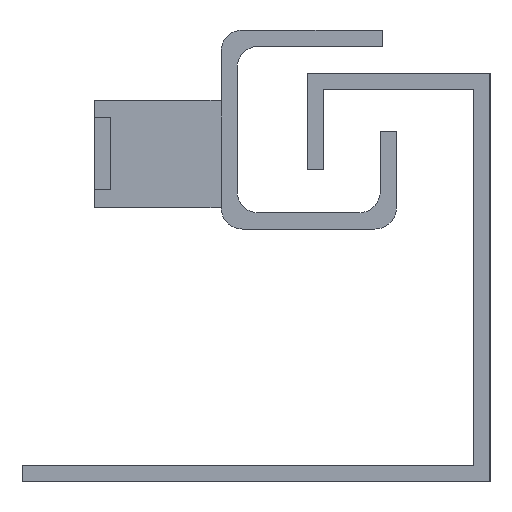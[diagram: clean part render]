
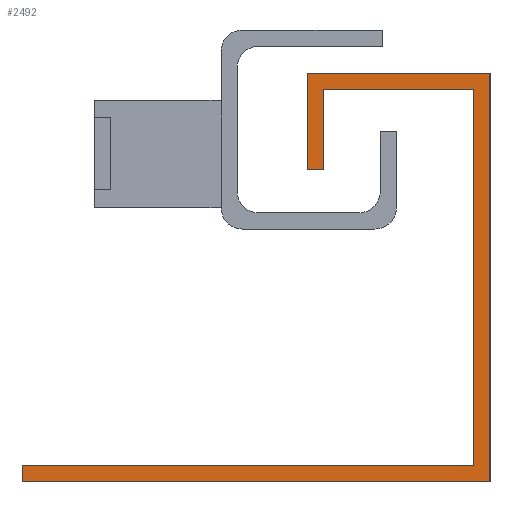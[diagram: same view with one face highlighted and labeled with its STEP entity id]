
A CAD part, left-side view. The second image highlights one B-rep face of the part: STEP entity #2492.
In plain terms, the highlighted planar face has unit normal (-1, 0, 0).
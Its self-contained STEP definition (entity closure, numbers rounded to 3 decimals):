
#15 = CARTESIAN_POINT ( 'NONE',  ( 0., 1.5, 1.5 ) ) ;
#216 = EDGE_CURVE ( 'NONE', #4566, #2369, #1968, .T. ) ;
#255 = ORIENTED_EDGE ( 'NONE', *, *, #4822, .F. ) ;
#326 = DIRECTION ( 'NONE',  ( 0., 0., -1. ) ) ;
#419 = VECTOR ( 'NONE', #1162, 1000. ) ;
#480 = ORIENTED_EDGE ( 'NONE', *, *, #3680, .F. ) ;
#525 = DIRECTION ( 'NONE',  ( 0., -1., 0. ) ) ;
#544 = ORIENTED_EDGE ( 'NONE', *, *, #5701, .F. ) ;
#675 = DIRECTION ( 'NONE',  ( 0., 1., 0. ) ) ;
#860 = ORIENTED_EDGE ( 'NONE', *, *, #2803, .F. ) ;
#920 = VERTEX_POINT ( 'NONE', #5910 ) ;
#1039 = LINE ( 'NONE', #1657, #419 ) ;
#1093 = CARTESIAN_POINT ( 'NONE',  ( 0., 17., 38. ) ) ;
#1162 = DIRECTION ( 'NONE',  ( 0., 0., 1. ) ) ;
#1233 = CARTESIAN_POINT ( 'NONE',  ( 0., 15.5, 36.5 ) ) ;
#1270 = ORIENTED_EDGE ( 'NONE', *, *, #1276, .F. ) ;
#1276 = EDGE_CURVE ( 'NONE', #2642, #3746, #1701, .T. ) ;
#1295 = PLANE ( 'NONE',  #1512 ) ;
#1323 = EDGE_LOOP ( 'NONE', ( #255, #5003, #1270, #1765, #544, #4463, #3679, #860, #4021, #480 ) ) ;
#1339 = VERTEX_POINT ( 'NONE', #5278 ) ;
#1342 = DIRECTION ( 'NONE',  ( 0., 1., 0. ) ) ;
#1381 = CARTESIAN_POINT ( 'NONE',  ( 0., 43.5, 0. ) ) ;
#1512 = AXIS2_PLACEMENT_3D ( 'NONE', #2196, #3131, #5071 ) ;
#1538 = LINE ( 'NONE', #2010, #3273 ) ;
#1567 = DIRECTION ( 'NONE',  ( 0., 0., 1. ) ) ;
#1657 = CARTESIAN_POINT ( 'NONE',  ( 0., 43.5, 0. ) ) ;
#1701 = LINE ( 'NONE', #1831, #2608 ) ;
#1726 = CARTESIAN_POINT ( 'NONE',  ( 0., 0., 38. ) ) ;
#1765 = ORIENTED_EDGE ( 'NONE', *, *, #4525, .F. ) ;
#1831 = CARTESIAN_POINT ( 'NONE',  ( 0., 15.5, 29. ) ) ;
#1889 = VECTOR ( 'NONE', #1342, 1000. ) ;
#1897 = VECTOR ( 'NONE', #5657, 1000. ) ;
#1929 = CARTESIAN_POINT ( 'NONE',  ( 0., 17., 29. ) ) ;
#1968 = LINE ( 'NONE', #15, #1897 ) ;
#2010 = CARTESIAN_POINT ( 'NONE',  ( 0., 17., 29. ) ) ;
#2031 = VERTEX_POINT ( 'NONE', #1093 ) ;
#2059 = VECTOR ( 'NONE', #675, 1000. ) ;
#2076 = CARTESIAN_POINT ( 'NONE',  ( 0., 0., 0. ) ) ;
#2196 = CARTESIAN_POINT ( 'NONE',  ( 0., 0., 0. ) ) ;
#2330 = LINE ( 'NONE', #4237, #1889 ) ;
#2331 = CARTESIAN_POINT ( 'NONE',  ( 0., 15.5, 36.5 ) ) ;
#2369 = VERTEX_POINT ( 'NONE', #3822 ) ;
#2492 = ADVANCED_FACE ( 'NONE', ( #4194 ), #1295, .F. ) ;
#2510 = LINE ( 'NONE', #4418, #2059 ) ;
#2608 = VECTOR ( 'NONE', #3738, 1000. ) ;
#2642 = VERTEX_POINT ( 'NONE', #3868 ) ;
#2704 = VERTEX_POINT ( 'NONE', #1381 ) ;
#2803 = EDGE_CURVE ( 'NONE', #2704, #1339, #1039, .T. ) ;
#3130 = DIRECTION ( 'NONE',  ( 0., 0., -1. ) ) ;
#3131 = DIRECTION ( 'NONE',  ( 1., 0., 0. ) ) ;
#3242 = DIRECTION ( 'NONE',  ( 0., -1., 0. ) ) ;
#3273 = VECTOR ( 'NONE', #1567, 1000. ) ;
#3456 = CARTESIAN_POINT ( 'NONE',  ( 0., 1.5, 1.5 ) ) ;
#3679 = ORIENTED_EDGE ( 'NONE', *, *, #5849, .F. ) ;
#3680 = EDGE_CURVE ( 'NONE', #920, #5945, #5062, .T. ) ;
#3738 = DIRECTION ( 'NONE',  ( 0., 1., 0. ) ) ;
#3746 = VERTEX_POINT ( 'NONE', #1929 ) ;
#3794 = LINE ( 'NONE', #4789, #4195 ) ;
#3822 = CARTESIAN_POINT ( 'NONE',  ( 0., 1.5, 36.5 ) ) ;
#3868 = CARTESIAN_POINT ( 'NONE',  ( 0., 15.5, 29. ) ) ;
#4021 = ORIENTED_EDGE ( 'NONE', *, *, #4358, .F. ) ;
#4125 = CARTESIAN_POINT ( 'NONE',  ( 0., 17., 38. ) ) ;
#4194 = FACE_OUTER_BOUND ( 'NONE', #1323, .T. ) ;
#4195 = VECTOR ( 'NONE', #525, 1000. ) ;
#4237 = CARTESIAN_POINT ( 'NONE',  ( 0., 1.5, 36.5 ) ) ;
#4250 = EDGE_CURVE ( 'NONE', #3746, #2031, #1538, .T. ) ;
#4358 = EDGE_CURVE ( 'NONE', #5945, #2704, #2510, .T. ) ;
#4418 = CARTESIAN_POINT ( 'NONE',  ( 0., 0., 0. ) ) ;
#4463 = ORIENTED_EDGE ( 'NONE', *, *, #216, .F. ) ;
#4525 = EDGE_CURVE ( 'NONE', #4823, #2642, #5998, .T. ) ;
#4566 = VERTEX_POINT ( 'NONE', #3456 ) ;
#4756 = VECTOR ( 'NONE', #326, 1000. ) ;
#4789 = CARTESIAN_POINT ( 'NONE',  ( 0., 43.5, 1.5 ) ) ;
#4822 = EDGE_CURVE ( 'NONE', #2031, #920, #5980, .T. ) ;
#4823 = VERTEX_POINT ( 'NONE', #2331 ) ;
#5003 = ORIENTED_EDGE ( 'NONE', *, *, #4250, .F. ) ;
#5062 = LINE ( 'NONE', #1726, #4756 ) ;
#5071 = DIRECTION ( 'NONE',  ( 0., 0., -1. ) ) ;
#5278 = CARTESIAN_POINT ( 'NONE',  ( 0., 43.5, 1.5 ) ) ;
#5552 = VECTOR ( 'NONE', #3130, 1000. ) ;
#5657 = DIRECTION ( 'NONE',  ( 0., 0., 1. ) ) ;
#5701 = EDGE_CURVE ( 'NONE', #2369, #4823, #2330, .T. ) ;
#5849 = EDGE_CURVE ( 'NONE', #1339, #4566, #3794, .T. ) ;
#5910 = CARTESIAN_POINT ( 'NONE',  ( 0., 0., 38. ) ) ;
#5945 = VERTEX_POINT ( 'NONE', #2076 ) ;
#5980 = LINE ( 'NONE', #4125, #6159 ) ;
#5998 = LINE ( 'NONE', #1233, #5552 ) ;
#6159 = VECTOR ( 'NONE', #3242, 1000. ) ;
